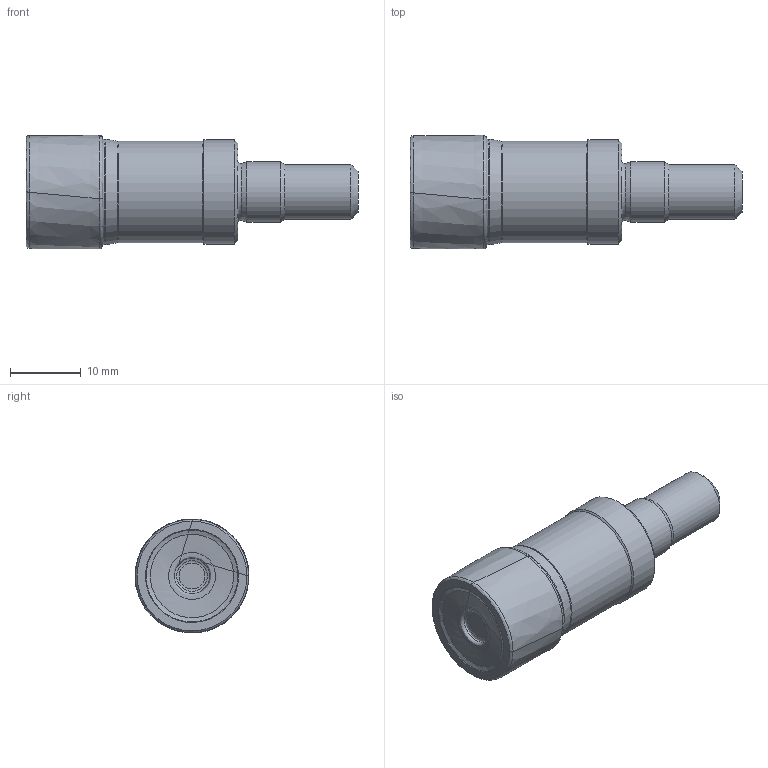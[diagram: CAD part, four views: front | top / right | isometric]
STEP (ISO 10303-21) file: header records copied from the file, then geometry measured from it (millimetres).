
FILE_DESCRIPTION(/* description */ (''),/* implementation_level */ '2;1');
FILE_NAME(/* name */ 'AEM90-AP10D-D16-M08-L30-Z02-H.stp',/* time_stamp */ '2023-10-19T08:30:52+03:00',/* author */ (''),/* organization */ (''),/* preprocessor_version */ 'ST-DEVELOPER v19.4',/* originating_system */ 'SIEMENS PLM Software NX2306.5001',/* authorisation */ '');
FILE_SCHEMA (('AUTOMOTIVE_DESIGN { 1 0 10303 214 3 1 1 1 }'));
Length unit declared in the file: millimetre
Products named in the file (1): AEM90-AP10D-D16-M08-L30-Z02-H-LIGHT_x_t_objects
Bounding box: 46.99 x 16.13 x 16.13 mm (x, y, z)
Volume: 7660.9 mm3; surface area: 3094.5 mm2
Topology: 2 solids, 2 shells, 52 faces, 100 edges, 51 vertices
Faces by surface type: bspline 28, cone 10, torus 6, cylinder 5, plane 3
Full cylindrical faces by diameter (mm): 7.75 x1, 8.5 x1, 14.35 x1, 14.75 x1, 15 x1
Entity records: 3020 total; most frequent: CARTESIAN_POINT 2155, ORIENTED_EDGE 158, DIRECTION 152, EDGE_CURVE 79, AXIS2_PLACEMENT_3D 76, EDGE_LOOP 74, ADVANCED_FACE 52, VERTEX_POINT 51
